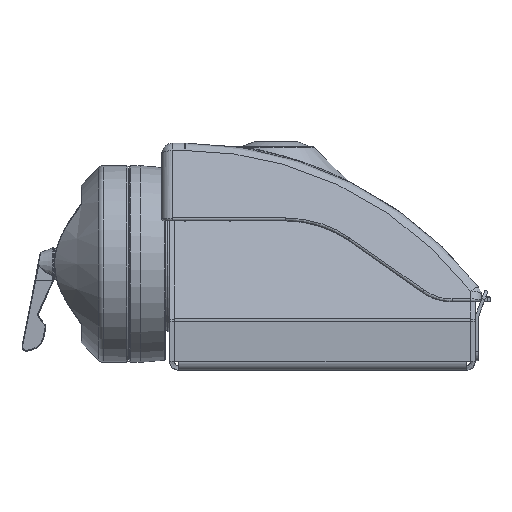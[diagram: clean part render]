
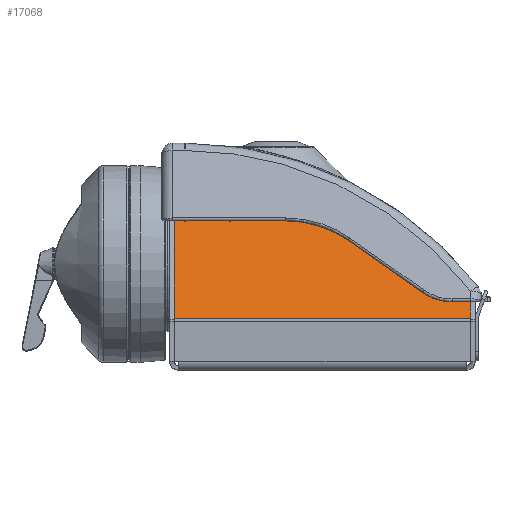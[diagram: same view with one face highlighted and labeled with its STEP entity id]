
A CAD part, left-side view. The second image highlights one B-rep face of the part: STEP entity #17068.
In plain terms, the highlighted planar face has unit normal (-0.945, 0, 0.328).
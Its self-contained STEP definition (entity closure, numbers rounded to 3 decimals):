
#1482 = DIRECTION ( 'NONE',  ( -0.328, 0., -0.945 ) ) ;
#1650 = AXIS2_PLACEMENT_3D ( 'NONE', #52267, #35115, #1482 ) ;
#1669 = CARTESIAN_POINT ( 'NONE',  ( 16.402, 0., 70.274 ) ) ;
#3099 = DIRECTION ( 'NONE',  ( 0., 1., 0. ) ) ;
#3946 = CARTESIAN_POINT ( 'NONE',  ( 13.209, -82.131, 61.079 ) ) ;
#4174 = VECTOR ( 'NONE', #39539, 1000. ) ;
#4914 = CARTESIAN_POINT ( 'NONE',  ( 3.389, -129.287, 32.8 ) ) ;
#5901 = LINE ( 'NONE', #43705, #4174 ) ;
#7135 = PLANE ( 'NONE',  #35297 ) ;
#8486 = CARTESIAN_POINT ( 'NONE',  ( 3.389, -137.5, 32.8 ) ) ;
#8715 = CARTESIAN_POINT ( 'NONE',  ( 4.711, -117.08, 36.608 ) ) ;
#9223 = EDGE_LOOP ( 'NONE', ( #28769, #41116, #30781, #52503, #17712, #36821, #20813, #42023 ) ) ;
#11200 = EDGE_CURVE ( 'NONE', #41876, #49928, #28336, .T. ) ;
#11457 = VECTOR ( 'NONE', #43325, 1000. ) ;
#11590 = VERTEX_POINT ( 'NONE', #12839 ) ;
#12127 = VERTEX_POINT ( 'NONE', #53306 ) ;
#12839 = CARTESIAN_POINT ( 'NONE',  ( 0.221, -137.5, 23.678 ) ) ;
#14614 = VECTOR ( 'NONE', #39195, 1000. ) ;
#17068 = ADVANCED_FACE ( 'NONE', ( #38944 ), #7135, .F. ) ;
#17698 = LINE ( 'NONE', #35328, #51295 ) ;
#17712 = ORIENTED_EDGE ( 'NONE', *, *, #34932, .F. ) ;
#18000 = DIRECTION ( 'NONE',  ( -0.328, 0., -0.945 ) ) ;
#18718 = VERTEX_POINT ( 'NONE', #8715 ) ;
#20813 = ORIENTED_EDGE ( 'NONE', *, *, #46854, .F. ) ;
#21680 = CARTESIAN_POINT ( 'NONE',  ( 18.213, -61.554, 75.487 ) ) ;
#21950 = CIRCLE ( 'NONE', #1650, 20.5 ) ;
#22262 = EDGE_CURVE ( 'NONE', #11590, #25810, #47461, .T. ) ;
#23400 = DIRECTION ( 'NONE',  ( 0.945, 0., -0.328 ) ) ;
#25109 = CARTESIAN_POINT ( 'NONE',  ( 16.402, -52.655, 70.274 ) ) ;
#25810 = VERTEX_POINT ( 'NONE', #8486 ) ;
#26129 = CARTESIAN_POINT ( 'NONE',  ( 16.402, -2., 70.274 ) ) ;
#26488 = CARTESIAN_POINT ( 'NONE',  ( -9.029, -137.5, -2.961 ) ) ;
#26822 = CARTESIAN_POINT ( 'NONE',  ( -9.029, 0., -2.961 ) ) ;
#27120 = LINE ( 'NONE', #43958, #35185 ) ;
#27737 = EDGE_CURVE ( 'NONE', #32195, #12127, #17698, .T. ) ;
#28336 = CIRCLE ( 'NONE', #30951, 49.5 ) ;
#28769 = ORIENTED_EDGE ( 'NONE', *, *, #31501, .F. ) ;
#29416 = DIRECTION ( 'NONE',  ( -0.195, -0.803, -0.563 ) ) ;
#30781 = ORIENTED_EDGE ( 'NONE', *, *, #41132, .T. ) ;
#30951 = AXIS2_PLACEMENT_3D ( 'NONE', #45279, #53546, #53822 ) ;
#31501 = EDGE_CURVE ( 'NONE', #41876, #18718, #41837, .T. ) ;
#32195 = VERTEX_POINT ( 'NONE', #26129 ) ;
#33716 = VERTEX_POINT ( 'NONE', #4914 ) ;
#34932 = EDGE_CURVE ( 'NONE', #11590, #12127, #27120, .T. ) ;
#35115 = DIRECTION ( 'NONE',  ( 0.945, 0., -0.328 ) ) ;
#35185 = VECTOR ( 'NONE', #3099, 1000. ) ;
#35297 = AXIS2_PLACEMENT_3D ( 'NONE', #26822, #23400, #18000 ) ;
#35328 = CARTESIAN_POINT ( 'NONE',  ( -9.029, -2., -2.961 ) ) ;
#35682 = EDGE_CURVE ( 'NONE', #33716, #18718, #21950, .T. ) ;
#36821 = ORIENTED_EDGE ( 'NONE', *, *, #22262, .T. ) ;
#38944 = FACE_OUTER_BOUND ( 'NONE', #9223, .T. ) ;
#39195 = DIRECTION ( 'NONE',  ( 0., 1., 0. ) ) ;
#39539 = DIRECTION ( 'NONE',  ( 0., -1., 0. ) ) ;
#41116 = ORIENTED_EDGE ( 'NONE', *, *, #11200, .T. ) ;
#41132 = EDGE_CURVE ( 'NONE', #49928, #32195, #46970, .T. ) ;
#41837 = LINE ( 'NONE', #21680, #48695 ) ;
#41876 = VERTEX_POINT ( 'NONE', #3946 ) ;
#42023 = ORIENTED_EDGE ( 'NONE', *, *, #35682, .T. ) ;
#43325 = DIRECTION ( 'NONE',  ( 0.328, 0., 0.945 ) ) ;
#43705 = CARTESIAN_POINT ( 'NONE',  ( 3.389, -104.25, 32.8 ) ) ;
#43958 = CARTESIAN_POINT ( 'NONE',  ( 0.221, 0., 23.678 ) ) ;
#45279 = CARTESIAN_POINT ( 'NONE',  ( 0.164, -52.655, 23.513 ) ) ;
#46854 = EDGE_CURVE ( 'NONE', #33716, #25810, #5901, .T. ) ;
#46970 = LINE ( 'NONE', #1669, #14614 ) ;
#47461 = LINE ( 'NONE', #26488, #11457 ) ;
#48038 = DIRECTION ( 'NONE',  ( -0.328, 0., -0.945 ) ) ;
#48695 = VECTOR ( 'NONE', #29416, 1000. ) ;
#49928 = VERTEX_POINT ( 'NONE', #25109 ) ;
#51295 = VECTOR ( 'NONE', #48038, 1000. ) ;
#52267 = CARTESIAN_POINT ( 'NONE',  ( 10.114, -129.287, 52.166 ) ) ;
#52503 = ORIENTED_EDGE ( 'NONE', *, *, #27737, .T. ) ;
#53306 = CARTESIAN_POINT ( 'NONE',  ( 0.221, -2., 23.678 ) ) ;
#53546 = DIRECTION ( 'NONE',  ( -0.945, 0., 0.328 ) ) ;
#53822 = DIRECTION ( 'NONE',  ( -0.328, 0., -0.945 ) ) ;
